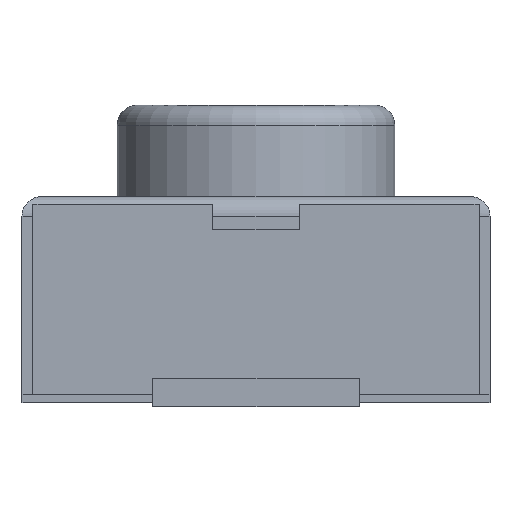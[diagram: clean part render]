
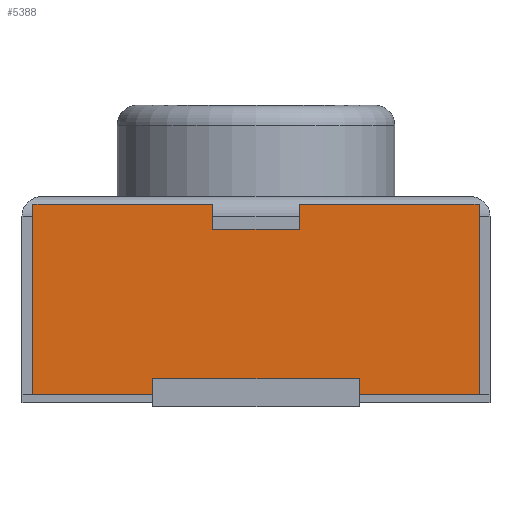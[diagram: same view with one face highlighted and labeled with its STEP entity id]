
A CAD part, left-side view. The second image highlights one B-rep face of the part: STEP entity #5388.
In plain terms, the highlighted planar face has unit normal (-1, 0, 0).
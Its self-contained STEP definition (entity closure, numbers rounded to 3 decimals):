
#508=ORIENTED_EDGE('',*,*,#1595,.T.);
#509=ORIENTED_EDGE('',*,*,#1537,.T.);
#510=ORIENTED_EDGE('',*,*,#1596,.T.);
#511=ORIENTED_EDGE('',*,*,#1588,.T.);
#512=ORIENTED_EDGE('',*,*,#1592,.T.);
#513=ORIENTED_EDGE('',*,*,#1594,.T.);
#514=ORIENTED_EDGE('',*,*,#1597,.T.);
#515=ORIENTED_EDGE('',*,*,#1530,.T.);
#516=ORIENTED_EDGE('',*,*,#1598,.T.);
#517=ORIENTED_EDGE('',*,*,#1585,.T.);
#1530=EDGE_CURVE('',#2091,#2089,#2466,.T.);
#1537=EDGE_CURVE('',#2094,#2096,#2471,.T.);
#1585=EDGE_CURVE('',#2130,#2129,#2514,.T.);
#1588=EDGE_CURVE('',#2132,#2133,#2517,.T.);
#1592=EDGE_CURVE('',#2133,#2134,#2520,.T.);
#1594=EDGE_CURVE('',#2134,#2135,#2521,.T.);
#1595=EDGE_CURVE('',#2129,#2094,#2522,.T.);
#1596=EDGE_CURVE('',#2096,#2132,#2523,.F.);
#1597=EDGE_CURVE('',#2135,#2091,#2524,.F.);
#1598=EDGE_CURVE('',#2089,#2130,#2525,.T.);
#2089=VERTEX_POINT('',#6634);
#2091=VERTEX_POINT('',#6637);
#2094=VERTEX_POINT('',#6647);
#2096=VERTEX_POINT('',#6650);
#2129=VERTEX_POINT('',#6744);
#2130=VERTEX_POINT('',#6746);
#2132=VERTEX_POINT('',#6752);
#2133=VERTEX_POINT('',#6753);
#2134=VERTEX_POINT('',#6758);
#2135=VERTEX_POINT('',#6762);
#2466=LINE('',#6636,#2750);
#2471=LINE('',#6651,#2755);
#2514=LINE('',#6745,#2798);
#2517=LINE('',#6751,#2801);
#2520=LINE('',#6759,#2804);
#2521=LINE('',#6763,#2805);
#2522=LINE('',#6765,#2806);
#2523=LINE('',#6766,#2807);
#2524=LINE('',#6767,#2808);
#2525=LINE('',#6768,#2809);
#2750=VECTOR('',#5897,1000.);
#2755=VECTOR('',#5910,1000.);
#2798=VECTOR('',#5989,1000.);
#2801=VECTOR('',#5994,1000.);
#2804=VECTOR('',#6001,1000.);
#2805=VECTOR('',#6006,1000.);
#2806=VECTOR('',#6009,1000.);
#2807=VECTOR('',#6010,1000.);
#2808=VECTOR('',#6011,1000.);
#2809=VECTOR('',#6012,1000.);
#3025=EDGE_LOOP('',(#508,#509,#510,#511,#512,#513,#514,#515,#516,#517));
#3281=FACE_BOUND('',#3025,.T.);
#3532=PLANE('',#5661);
#5388=ADVANCED_FACE('',(#3281),#3532,.T.);
#5661=AXIS2_PLACEMENT_3D('',#6764,#6007,#6008);
#5897=DIRECTION('',(0.,0.,-1.));
#5910=DIRECTION('',(0.,0.,1.));
#5989=DIRECTION('',(0.,-1.,0.));
#5994=DIRECTION('',(0.,0.,-1.));
#6001=DIRECTION('',(0.,1.,0.));
#6006=DIRECTION('',(0.,0.,1.));
#6007=DIRECTION('',(-1.,0.,0.));
#6008=DIRECTION('',(0.,0.,1.));
#6009=DIRECTION('',(0.,0.,1.));
#6010=DIRECTION('',(0.,-1.,0.));
#6011=DIRECTION('',(0.,-1.,0.));
#6012=DIRECTION('',(0.,0.,-1.));
#6634=CARTESIAN_POINT('',(-1.969,1.428,1.219));
#6636=CARTESIAN_POINT('',(-1.969,1.428,1.296));
#6637=CARTESIAN_POINT('',(-1.969,1.428,1.295));
#6647=CARTESIAN_POINT('',(-1.969,-1.428,1.219));
#6650=CARTESIAN_POINT('',(-1.969,-1.428,1.295));
#6651=CARTESIAN_POINT('',(-1.969,-1.428,0.075));
#6744=CARTESIAN_POINT('',(-1.969,-1.428,0.075));
#6745=CARTESIAN_POINT('',(-1.969,1.428,0.075));
#6746=CARTESIAN_POINT('',(-1.969,1.428,0.075));
#6751=CARTESIAN_POINT('',(-1.969,-0.278,1.296));
#6752=CARTESIAN_POINT('',(-1.969,-0.278,1.295));
#6753=CARTESIAN_POINT('',(-1.969,-0.278,1.137));
#6758=CARTESIAN_POINT('',(-1.969,0.278,1.137));
#6759=CARTESIAN_POINT('',(-1.969,-0.278,1.137));
#6762=CARTESIAN_POINT('',(-1.969,0.278,1.295));
#6763=CARTESIAN_POINT('',(-1.969,0.278,1.137));
#6764=CARTESIAN_POINT('',(-1.969,0.,0.));
#6765=CARTESIAN_POINT('',(-1.969,-1.428,0.075));
#6766=CARTESIAN_POINT('',(-1.969,-1.428,1.295));
#6767=CARTESIAN_POINT('',(-1.969,0.278,1.295));
#6768=CARTESIAN_POINT('',(-1.969,1.428,0.));
